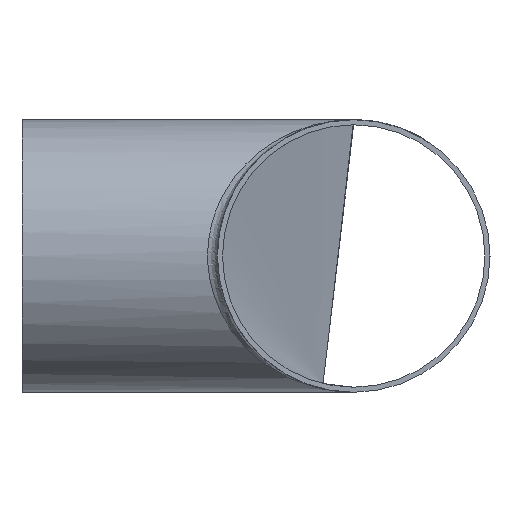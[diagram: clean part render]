
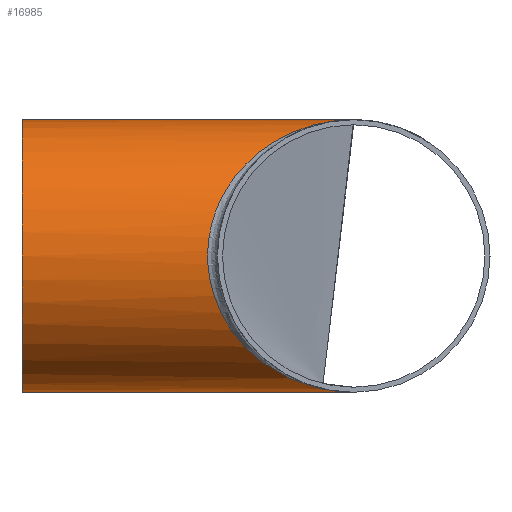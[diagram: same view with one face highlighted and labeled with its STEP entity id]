
A CAD part, left-side view. The second image highlights one B-rep face of the part: STEP entity #16985.
In plain terms, the highlighted cylindrical face has radius 69.85 mm (diameter 139.7 mm), a full revolution.
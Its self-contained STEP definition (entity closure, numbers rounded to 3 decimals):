
#1702 = CARTESIAN_POINT ( 'NONE',  ( -139.7, 149.7, 69.85 ) ) ;
#1763 = FACE_OUTER_BOUND ( 'NONE', #9970, .T. ) ;
#3036 = VERTEX_POINT ( 'NONE', #23644 ) ;
#3598 = CIRCLE ( 'NONE', #26558, 69.85 ) ;
#4221 = VERTEX_POINT ( 'NONE', #17948 ) ;
#6122 = DIRECTION ( 'NONE',  ( 0., 0., 1. ) ) ;
#7837 =( BOUNDED_CURVE ( )  B_SPLINE_CURVE ( 3, ( #13999, #24470, #9818, #12122 ),
 .UNSPECIFIED., .F., .T. ) 
 B_SPLINE_CURVE_WITH_KNOTS ( ( 4, 4 ),
 ( 1.571, 4.712 ),
 .UNSPECIFIED. ) 
 CURVE ( )  GEOMETRIC_REPRESENTATION_ITEM ( )  RATIONAL_B_SPLINE_CURVE ( ( 1., 0.333, 0.333, 1. ) ) 
 REPRESENTATION_ITEM ( '' )  );
#8908 = EDGE_CURVE ( 'NONE', #25481, #4221, #7837, .T. ) ;
#9278 = CARTESIAN_POINT ( 'NONE',  ( 0., 0., 69.85 ) ) ;
#9712 = CARTESIAN_POINT ( 'NONE',  ( 0., 0., 69.85 ) ) ;
#9818 = CARTESIAN_POINT ( 'NONE',  ( 139.7, 147.7, -69.85 ) ) ;
#9970 = EDGE_LOOP ( 'NONE', ( #25725, #14425 ) ) ;
#11579 = EDGE_CURVE ( 'NONE', #4221, #25481, #14457, .T. ) ;
#11921 = CARTESIAN_POINT ( 'NONE',  ( 0., 170., 0. ) ) ;
#12122 = CARTESIAN_POINT ( 'NONE',  ( 0., 0., -69.85 ) ) ;
#13999 = CARTESIAN_POINT ( 'NONE',  ( 0., 0., 69.85 ) ) ;
#14179 = EDGE_LOOP ( 'NONE', ( #20613 ) ) ;
#14204 = CYLINDRICAL_SURFACE ( 'NONE', #17427, 69.85 ) ;
#14425 = ORIENTED_EDGE ( 'NONE', *, *, #8908, .T. ) ;
#14457 =( BOUNDED_CURVE ( )  B_SPLINE_CURVE ( 3, ( #18080, #26534, #1702, #9712 ),
 .UNSPECIFIED., .F., .T. ) 
 B_SPLINE_CURVE_WITH_KNOTS ( ( 4, 4 ),
 ( 4.712, 7.854 ),
 .UNSPECIFIED. ) 
 CURVE ( )  GEOMETRIC_REPRESENTATION_ITEM ( )  RATIONAL_B_SPLINE_CURVE ( ( 1., 0.333, 0.333, 1. ) ) 
 REPRESENTATION_ITEM ( '' )  );
#14877 = CARTESIAN_POINT ( 'NONE',  ( 0., 170., 0. ) ) ;
#16098 = DIRECTION ( 'NONE',  ( 0., 0., -1. ) ) ;
#16985 = ADVANCED_FACE ( 'NONE', ( #1763, #20062 ), #14204, .T. ) ;
#17427 = AXIS2_PLACEMENT_3D ( 'NONE', #11921, #20191, #16098 ) ;
#17948 = CARTESIAN_POINT ( 'NONE',  ( 0., 0., -69.85 ) ) ;
#18080 = CARTESIAN_POINT ( 'NONE',  ( 0., 0., -69.85 ) ) ;
#20062 = FACE_OUTER_BOUND ( 'NONE', #14179, .T. ) ;
#20191 = DIRECTION ( 'NONE',  ( 0., -1., 0. ) ) ;
#20613 = ORIENTED_EDGE ( 'NONE', *, *, #21122, .F. ) ;
#21122 = EDGE_CURVE ( 'NONE', #3036, #3036, #3598, .T. ) ;
#23644 = CARTESIAN_POINT ( 'NONE',  ( 0., 170., 69.85 ) ) ;
#24470 = CARTESIAN_POINT ( 'NONE',  ( 139.7, 147.7, 69.85 ) ) ;
#24822 = DIRECTION ( 'NONE',  ( 0., 1., 0. ) ) ;
#25481 = VERTEX_POINT ( 'NONE', #9278 ) ;
#25725 = ORIENTED_EDGE ( 'NONE', *, *, #11579, .T. ) ;
#26534 = CARTESIAN_POINT ( 'NONE',  ( -139.7, 149.7, -69.85 ) ) ;
#26558 = AXIS2_PLACEMENT_3D ( 'NONE', #14877, #24822, #6122 ) ;
